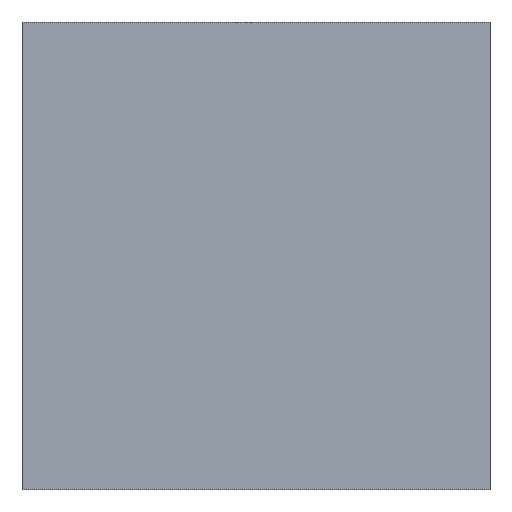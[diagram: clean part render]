
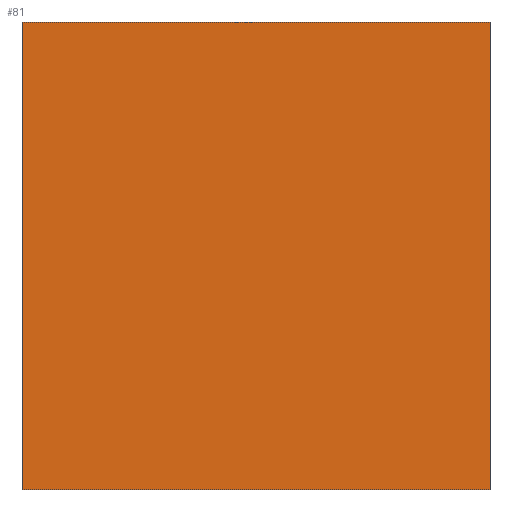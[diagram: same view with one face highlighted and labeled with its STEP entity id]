
A CAD part, top view. The second image highlights one B-rep face of the part: STEP entity #81.
In plain terms, the highlighted planar face has unit normal (0, 0, 1).
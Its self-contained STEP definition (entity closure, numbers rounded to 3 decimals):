
#2 = EDGE_LOOP ( 'NONE', ( #143, #175, #144, #161 ) ) ;
#3 = VECTOR ( 'NONE', #147, 1000. ) ;
#16 = VERTEX_POINT ( 'NONE', #66 ) ;
#17 = AXIS2_PLACEMENT_3D ( 'NONE', #176, #33, #96 ) ;
#20 = LINE ( 'NONE', #195, #140 ) ;
#24 = DIRECTION ( 'NONE',  ( 0., -1., 0. ) ) ;
#33 = DIRECTION ( 'NONE',  ( 0., 0., 1. ) ) ;
#48 = FACE_OUTER_BOUND ( 'NONE', #2, .T. ) ;
#51 = CARTESIAN_POINT ( 'NONE',  ( 317.5, 316.963, 342.9 ) ) ;
#66 = CARTESIAN_POINT ( 'NONE',  ( 317.5, 316.963, 342.9 ) ) ;
#68 = LINE ( 'NONE', #51, #84 ) ;
#70 = CARTESIAN_POINT ( 'NONE',  ( 317.5, 316.962, 342.9 ) ) ;
#81 = ADVANCED_FACE ( 'NONE', ( #48 ), #111, .T. ) ;
#83 = VERTEX_POINT ( 'NONE', #130 ) ;
#84 = VECTOR ( 'NONE', #168, 1000. ) ;
#87 = CARTESIAN_POINT ( 'NONE',  ( 317.5, 316.963, 342.9 ) ) ;
#88 = VECTOR ( 'NONE', #101, 1000. ) ;
#96 = DIRECTION ( 'NONE',  ( 1., 0., 0. ) ) ;
#101 = DIRECTION ( 'NONE',  ( -1., 0., 0. ) ) ;
#111 = PLANE ( 'NONE',  #17 ) ;
#112 = EDGE_CURVE ( 'NONE', #192, #193, #20, .T. ) ;
#114 = LINE ( 'NONE', #87, #3 ) ;
#119 = EDGE_CURVE ( 'NONE', #16, #192, #68, .T. ) ;
#130 = CARTESIAN_POINT ( 'NONE',  ( 317.5, 316.962, 342.9 ) ) ;
#132 = CARTESIAN_POINT ( 'NONE',  ( 317.501, 316.962, 342.9 ) ) ;
#140 = VECTOR ( 'NONE', #24, 1000. ) ;
#143 = ORIENTED_EDGE ( 'NONE', *, *, #119, .F. ) ;
#144 = ORIENTED_EDGE ( 'NONE', *, *, #188, .F. ) ;
#147 = DIRECTION ( 'NONE',  ( 0., 1., 0. ) ) ;
#155 = EDGE_CURVE ( 'NONE', #83, #16, #114, .T. ) ;
#161 = ORIENTED_EDGE ( 'NONE', *, *, #112, .F. ) ;
#168 = DIRECTION ( 'NONE',  ( 1., 0., 0. ) ) ;
#175 = ORIENTED_EDGE ( 'NONE', *, *, #155, .F. ) ;
#176 = CARTESIAN_POINT ( 'NONE',  ( 317.5, 316.963, 342.9 ) ) ;
#177 = LINE ( 'NONE', #70, #88 ) ;
#179 = CARTESIAN_POINT ( 'NONE',  ( 317.501, 316.963, 342.9 ) ) ;
#188 = EDGE_CURVE ( 'NONE', #193, #83, #177, .T. ) ;
#192 = VERTEX_POINT ( 'NONE', #179 ) ;
#193 = VERTEX_POINT ( 'NONE', #132 ) ;
#195 = CARTESIAN_POINT ( 'NONE',  ( 317.501, 316.963, 342.9 ) ) ;
